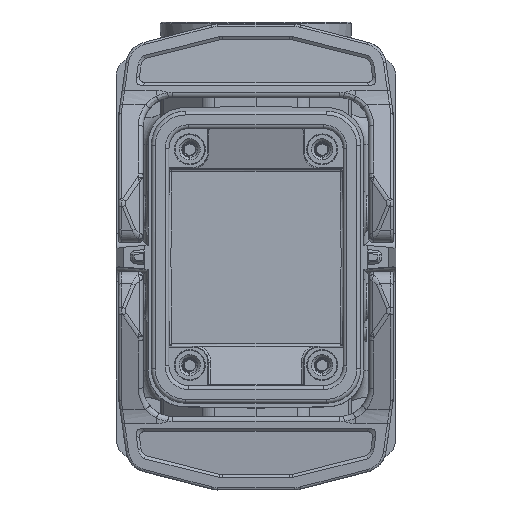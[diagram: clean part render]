
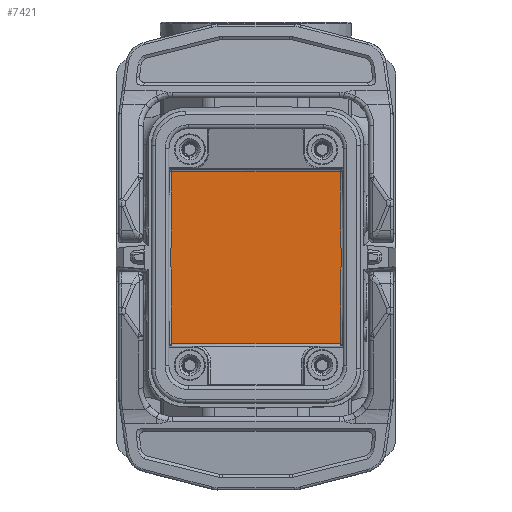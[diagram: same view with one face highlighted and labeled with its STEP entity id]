
A CAD part, top view. The second image highlights one B-rep face of the part: STEP entity #7421.
In plain terms, the highlighted planar face has unit normal (0, 0, 1).
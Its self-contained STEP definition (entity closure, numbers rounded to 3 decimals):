
#7127=AXIS2_PLACEMENT_3D('Circle Axis2P3D',#7125,#7126,$) ;
#7134=AXIS2_PLACEMENT_3D('Circle Axis2P3D',#7132,#7133,$) ;
#7385=AXIS2_PLACEMENT_3D('Plane Axis2P3D',#7382,#7383,#7384) ;
#7403=AXIS2_PLACEMENT_3D('Circle Axis2P3D',#7401,#7402,$) ;
#7410=AXIS2_PLACEMENT_3D('Circle Axis2P3D',#7408,#7409,$) ;
#7122=CARTESIAN_POINT('Vertex',(11.335,29.908,5.)) ;
#7125=CARTESIAN_POINT('Axis2P3D Location',(888.113,47.5,5.)) ;
#7129=CARTESIAN_POINT('Vertex',(11.159,47.5,5.)) ;
#7132=CARTESIAN_POINT('Axis2P3D Location',(888.113,47.5,5.)) ;
#7136=CARTESIAN_POINT('Vertex',(11.335,65.092,5.)) ;
#7382=CARTESIAN_POINT('Axis2P3D Location',(53.1,47.5,5.)) ;
#7387=CARTESIAN_POINT('Line Origine',(28.5,65.092,5.)) ;
#7391=CARTESIAN_POINT('Vertex',(45.665,65.092,5.)) ;
#7394=CARTESIAN_POINT('Line Origine',(28.5,29.908,5.)) ;
#7398=CARTESIAN_POINT('Vertex',(45.665,29.908,5.)) ;
#7401=CARTESIAN_POINT('Axis2P3D Location',(-831.113,47.5,5.)) ;
#7405=CARTESIAN_POINT('Vertex',(45.841,47.5,5.)) ;
#7408=CARTESIAN_POINT('Axis2P3D Location',(-831.113,47.5,5.)) ;
#7126=DIRECTION('Axis2P3D Direction',(0.,0.,1.)) ;
#7133=DIRECTION('Axis2P3D Direction',(0.,0.,1.)) ;
#7383=DIRECTION('Axis2P3D Direction',(0.,0.,1.)) ;
#7384=DIRECTION('Axis2P3D XDirection',(1.,0.,0.)) ;
#7388=DIRECTION('Vector Direction',(1.,0.,0.)) ;
#7395=DIRECTION('Vector Direction',(-1.,0.,0.)) ;
#7402=DIRECTION('Axis2P3D Direction',(0.,0.,1.)) ;
#7409=DIRECTION('Axis2P3D Direction',(0.,0.,1.)) ;
#7389=VECTOR('Line Direction',#7388,1.) ;
#7396=VECTOR('Line Direction',#7395,1.) ;
#7414=ORIENTED_EDGE('',*,*,#7393,.F.) ;
#7415=ORIENTED_EDGE('',*,*,#7138,.T.) ;
#7416=ORIENTED_EDGE('',*,*,#7131,.T.) ;
#7417=ORIENTED_EDGE('',*,*,#7400,.F.) ;
#7418=ORIENTED_EDGE('',*,*,#7407,.T.) ;
#7419=ORIENTED_EDGE('',*,*,#7412,.T.) ;
#7421=ADVANCED_FACE('MANIFOLD_SOLID_BREP #102',(#7420),#7386,.T.) ;
#7128=CIRCLE('generated circle',#7127,876.954) ;
#7135=CIRCLE('generated circle',#7134,876.954) ;
#7404=CIRCLE('generated circle',#7403,876.954) ;
#7411=CIRCLE('generated circle',#7410,876.954) ;
#7131=EDGE_CURVE('',#7130,#7123,#7128,.T.) ;
#7138=EDGE_CURVE('',#7137,#7130,#7135,.T.) ;
#7393=EDGE_CURVE('',#7137,#7392,#7390,.T.) ;
#7400=EDGE_CURVE('',#7399,#7123,#7397,.T.) ;
#7407=EDGE_CURVE('',#7399,#7406,#7404,.T.) ;
#7412=EDGE_CURVE('',#7406,#7392,#7411,.T.) ;
#7413=EDGE_LOOP('',(#7414,#7415,#7416,#7417,#7418,#7419)) ;
#7420=FACE_OUTER_BOUND('',#7413,.T.) ;
#7390=LINE('Line',#7387,#7389) ;
#7397=LINE('Line',#7394,#7396) ;
#7386=PLANE('',#7385) ;
#7123=VERTEX_POINT('',#7122) ;
#7130=VERTEX_POINT('',#7129) ;
#7137=VERTEX_POINT('',#7136) ;
#7392=VERTEX_POINT('',#7391) ;
#7399=VERTEX_POINT('',#7398) ;
#7406=VERTEX_POINT('',#7405) ;
